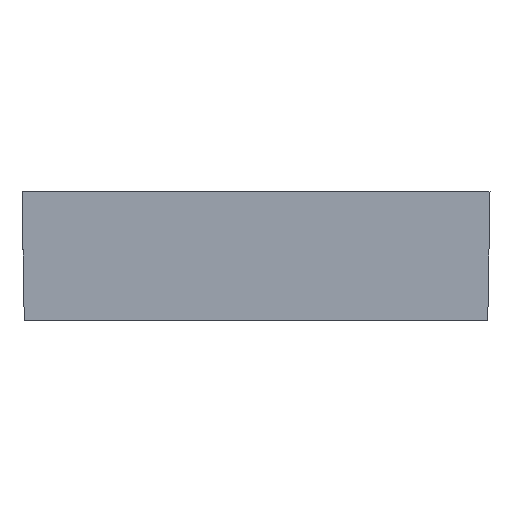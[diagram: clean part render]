
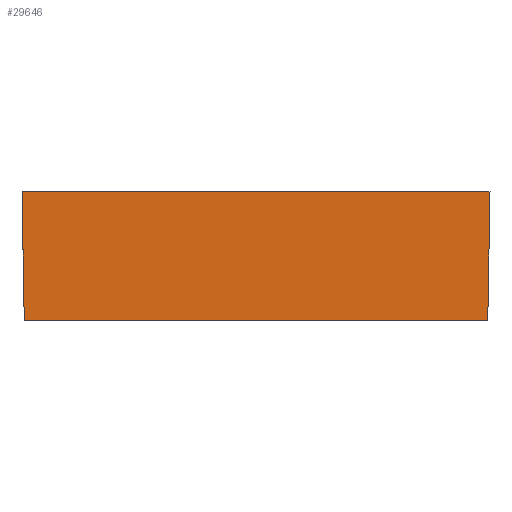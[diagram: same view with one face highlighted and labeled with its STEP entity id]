
A CAD part, left-side view. The second image highlights one B-rep face of the part: STEP entity #29646.
In plain terms, the highlighted planar face has unit normal (-1, 0, -0.018).
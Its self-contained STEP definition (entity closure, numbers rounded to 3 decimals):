
#467 = EDGE_LOOP ( 'NONE', ( #23571, #12166, #4461, #8586 ) ) ;
#3780 = CARTESIAN_POINT ( 'NONE',  ( -0.192, 0., 0. ) ) ;
#4461 = ORIENTED_EDGE ( 'NONE', *, *, #30170, .F. ) ;
#5411 = DIRECTION ( 'NONE',  ( -1., 0., -0.017 ) ) ;
#5901 = LINE ( 'NONE', #10256, #18801 ) ;
#6979 = EDGE_CURVE ( 'NONE', #12177, #20712, #23304, .T. ) ;
#7465 = PLANE ( 'NONE',  #8566 ) ;
#8566 = AXIS2_PLACEMENT_3D ( 'NONE', #15019, #5411, #22344 ) ;
#8586 = ORIENTED_EDGE ( 'NONE', *, *, #17438, .T. ) ;
#9192 = CARTESIAN_POINT ( 'NONE',  ( 0., 39.8, -11. ) ) ;
#10256 = CARTESIAN_POINT ( 'NONE',  ( 0., 0., -11. ) ) ;
#10294 = LINE ( 'NONE', #3780, #22412 ) ;
#12166 = ORIENTED_EDGE ( 'NONE', *, *, #6979, .F. ) ;
#12177 = VERTEX_POINT ( 'NONE', #31154 ) ;
#13906 = LINE ( 'NONE', #24430, #19654 ) ;
#15019 = CARTESIAN_POINT ( 'NONE',  ( 0., 0., -11. ) ) ;
#15604 = CARTESIAN_POINT ( 'NONE',  ( 0., 0., -11. ) ) ;
#17118 = VERTEX_POINT ( 'NONE', #28170 ) ;
#17258 = DIRECTION ( 'NONE',  ( 0., 1., 0. ) ) ;
#17438 = EDGE_CURVE ( 'NONE', #20084, #17118, #5901, .T. ) ;
#18801 = VECTOR ( 'NONE', #27187, 1000. ) ;
#19104 = CARTESIAN_POINT ( 'NONE',  ( -0.192, 39.992, 0. ) ) ;
#19654 = VECTOR ( 'NONE', #17258, 1000. ) ;
#20084 = VERTEX_POINT ( 'NONE', #15604 ) ;
#20712 = VERTEX_POINT ( 'NONE', #19104 ) ;
#21565 = FACE_OUTER_BOUND ( 'NONE', #467, .T. ) ;
#22344 = DIRECTION ( 'NONE',  ( -0.017, 0., 1. ) ) ;
#22412 = VECTOR ( 'NONE', #23144, 1000. ) ;
#22506 = VECTOR ( 'NONE', #23701, 1000. ) ;
#23144 = DIRECTION ( 'NONE',  ( 0., 1., 0. ) ) ;
#23304 = LINE ( 'NONE', #9192, #22506 ) ;
#23571 = ORIENTED_EDGE ( 'NONE', *, *, #26741, .T. ) ;
#23701 = DIRECTION ( 'NONE',  ( -0.017, 0.017, 1. ) ) ;
#24430 = CARTESIAN_POINT ( 'NONE',  ( 0., 0., -11. ) ) ;
#26741 = EDGE_CURVE ( 'NONE', #17118, #20712, #10294, .T. ) ;
#27187 = DIRECTION ( 'NONE',  ( -0.017, -0.017, 1. ) ) ;
#28170 = CARTESIAN_POINT ( 'NONE',  ( -0.192, -0.192, 0. ) ) ;
#29646 = ADVANCED_FACE ( 'NONE', ( #21565 ), #7465, .T. ) ;
#30170 = EDGE_CURVE ( 'NONE', #20084, #12177, #13906, .T. ) ;
#31154 = CARTESIAN_POINT ( 'NONE',  ( 0., 39.8, -11. ) ) ;
